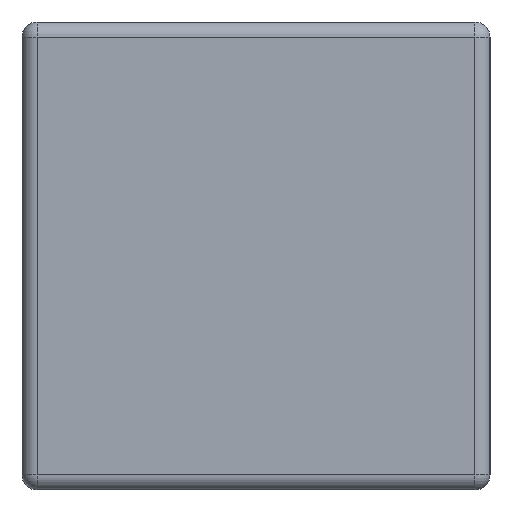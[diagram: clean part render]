
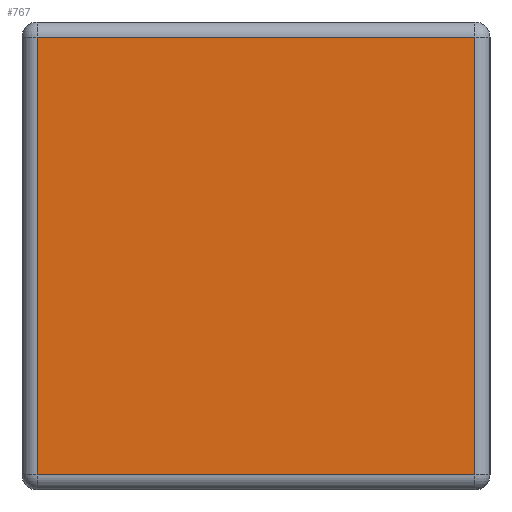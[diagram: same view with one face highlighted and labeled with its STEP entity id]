
A CAD part, left-side view. The second image highlights one B-rep face of the part: STEP entity #767.
In plain terms, the highlighted planar face has unit normal (-1, 0, 0).
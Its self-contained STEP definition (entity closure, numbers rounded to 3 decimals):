
#25=PLANE($,#856);
#52=LINE($,#1266,#112);
#54=LINE($,#1269,#114);
#57=LINE($,#1273,#117);
#60=LINE($,#1278,#120);
#112=VECTOR($,#1009,1.45);
#114=VECTOR($,#1013,1.45);
#117=VECTOR($,#1018,1.45);
#120=VECTOR($,#1025,1.45);
#207=FACE_OUTER_BOUND($,#265,.T.);
#265=EDGE_LOOP($,(#602,#603,#604,#605));
#346=VERTEX_POINT($,#1189);
#350=VERTEX_POINT($,#1197);
#355=VERTEX_POINT($,#1210);
#358=VERTEX_POINT($,#1217);
#440=EDGE_CURVE($,#358,#355,#52,.T.);
#442=EDGE_CURVE($,#350,#358,#54,.T.);
#445=EDGE_CURVE($,#355,#346,#57,.T.);
#448=EDGE_CURVE($,#346,#350,#60,.T.);
#602=ORIENTED_EDGE($,*,*,#440,.F.);
#603=ORIENTED_EDGE($,*,*,#442,.F.);
#604=ORIENTED_EDGE($,*,*,#448,.F.);
#605=ORIENTED_EDGE($,*,*,#445,.F.);
#767=ADVANCED_FACE($,(#207),#25,.T.);
#856=AXIS2_PLACEMENT_3D($,#1285,#1037,#1038);
#1009=DIRECTION($,(0.,-1.,0.));
#1013=DIRECTION($,(0.,0.,1.));
#1018=DIRECTION($,(0.,0.,-1.));
#1025=DIRECTION($,(0.,1.,0.));
#1037=DIRECTION('center_axis',(-1.,0.,0.));
#1038=DIRECTION('ref_axis',(0.,0.,-1.));
#1189=CARTESIAN_POINT('',(-1.6,-0.725,0.05));
#1197=CARTESIAN_POINT('',(-1.6,0.725,0.05));
#1210=CARTESIAN_POINT('',(-1.6,-0.725,1.5));
#1217=CARTESIAN_POINT('',(-1.6,0.725,1.5));
#1266=CARTESIAN_POINT($,(-1.6,0.,1.5));
#1269=CARTESIAN_POINT($,(-1.6,0.725,0.775));
#1273=CARTESIAN_POINT($,(-1.6,-0.725,0.775));
#1278=CARTESIAN_POINT($,(-1.6,0.,0.05));
#1285=CARTESIAN_POINT('Origin',(-1.6,0.,0.775));
